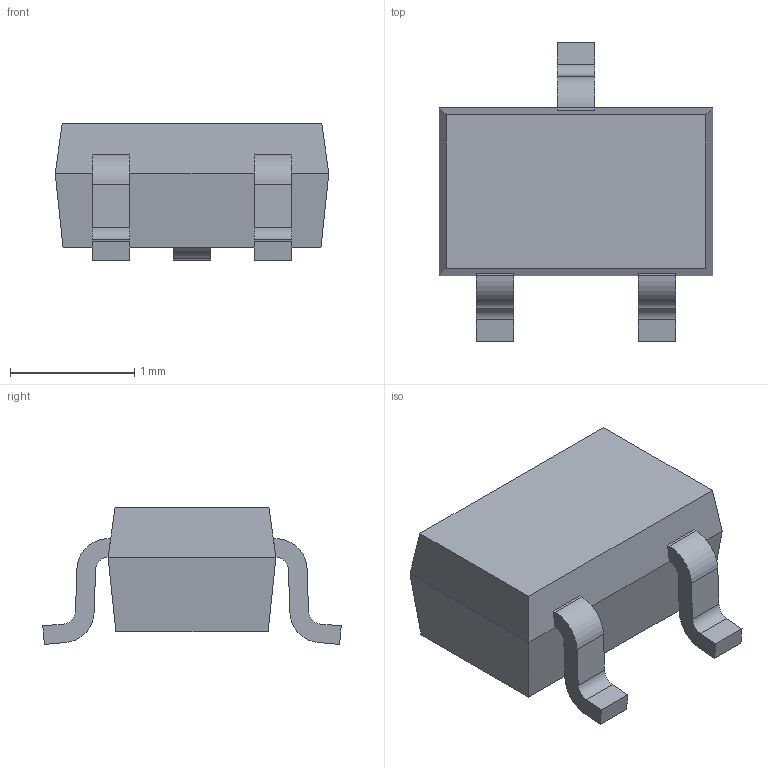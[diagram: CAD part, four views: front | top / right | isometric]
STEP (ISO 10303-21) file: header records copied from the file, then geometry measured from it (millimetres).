
FILE_DESCRIPTION (( 'STEP AP214' ), '1' );
FILE_NAME ('SOT323.STEP', '2013-02-20T22:28:42', ( 'Ryan Rutledge' ), ( 'Pacific Bioscience Laboratories, Inc.' ), 'SwSTEP 2.0', 'SolidWorks 2012', '' );
FILE_SCHEMA (( 'AUTOMOTIVE_DESIGN' ));
Length unit declared in the file: millimetre
Products named in the file (1): SOT323
Bounding box: 2.2 x 2.4 x 1.1 mm (x, y, z)
Volume: 2.9 mm3; surface area: 14.9 mm2
Topology: 1 solids, 1 shells, 46 faces, 122 edges, 78 vertices
Faces by surface type: plane 34, cylinder 12
Entity records: 1554 total; most frequent: CARTESIAN_POINT 247, ORIENTED_EDGE 244, DIRECTION 240, EDGE_CURVE 122, VECTOR 98, LINE 98, VERTEX_POINT 78, AXIS2_PLACEMENT_3D 71
